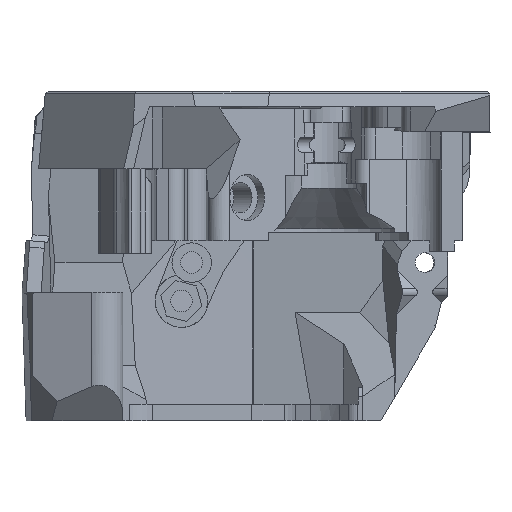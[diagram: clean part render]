
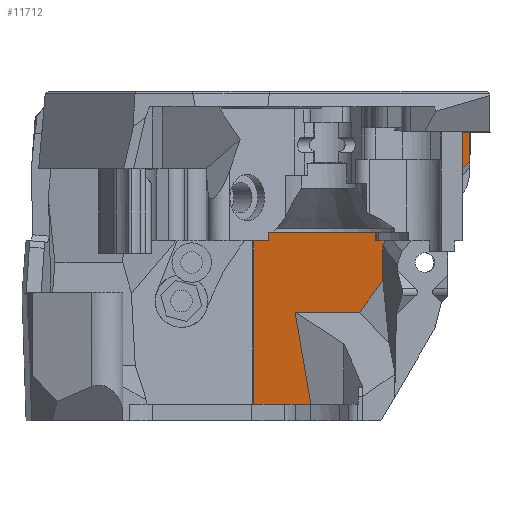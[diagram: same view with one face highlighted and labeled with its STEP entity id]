
A CAD part, left-side view. The second image highlights one B-rep face of the part: STEP entity #11712.
In plain terms, the highlighted face is planar.
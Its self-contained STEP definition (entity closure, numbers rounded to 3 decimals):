
#680=PLANE('',#12779);
#1285=FACE_OUTER_BOUND('',#1949,.T.);
#1949=EDGE_LOOP('',(#10661,#10662,#10663,#10664,#10665,#10666,#10667,#10668,
#10669,#10670,#10671,#10672));
#2921=LINE('',#20499,#4084);
#2930=LINE('',#20516,#4093);
#2931=LINE('',#20519,#4094);
#2935=LINE('',#20526,#4098);
#2977=LINE('',#20625,#4140);
#2980=LINE('',#20631,#4143);
#2984=LINE('',#20640,#4147);
#3072=LINE('',#21386,#4235);
#3074=LINE('',#21390,#4237);
#3075=LINE('',#21392,#4238);
#3076=LINE('',#21394,#4239);
#3077=LINE('',#21395,#4240);
#4084=VECTOR('',#15571,10.);
#4093=VECTOR('',#15584,10.);
#4094=VECTOR('',#15587,10.058);
#4098=VECTOR('',#15593,10.);
#4140=VECTOR('',#15679,10.);
#4143=VECTOR('',#15684,10.);
#4147=VECTOR('',#15690,10.314);
#4235=VECTOR('',#15882,10.);
#4237=VECTOR('',#15886,10.499);
#4238=VECTOR('',#15887,10.);
#4239=VECTOR('',#15888,10.481);
#4240=VECTOR('',#15889,10.);
#5625=VERTEX_POINT('',#20496);
#5626=VERTEX_POINT('',#20498);
#5632=VERTEX_POINT('',#20514);
#5633=VERTEX_POINT('',#20518);
#5635=VERTEX_POINT('',#20525);
#5670=VERTEX_POINT('',#20624);
#5672=VERTEX_POINT('',#20630);
#5674=VERTEX_POINT('',#20636);
#5676=VERTEX_POINT('',#20639);
#5756=VERTEX_POINT('',#21389);
#5757=VERTEX_POINT('',#21391);
#5758=VERTEX_POINT('',#21393);
#7238=EDGE_CURVE('',#5626,#5625,#2921,.T.);
#7247=EDGE_CURVE('',#5625,#5632,#2930,.T.);
#7248=EDGE_CURVE('',#5632,#5633,#2931,.T.);
#7252=EDGE_CURVE('',#5626,#5635,#2935,.T.);
#7301=EDGE_CURVE('',#5670,#5635,#2977,.T.);
#7304=EDGE_CURVE('',#5670,#5672,#2980,.T.);
#7308=EDGE_CURVE('',#5676,#5674,#2984,.T.);
#7424=EDGE_CURVE('',#5672,#5674,#3072,.T.);
#7426=EDGE_CURVE('',#5633,#5756,#3074,.T.);
#7427=EDGE_CURVE('',#5757,#5756,#3075,.T.);
#7428=EDGE_CURVE('',#5757,#5758,#3076,.T.);
#7429=EDGE_CURVE('',#5758,#5676,#3077,.T.);
#10661=ORIENTED_EDGE('',*,*,#7426,.T.);
#10662=ORIENTED_EDGE('',*,*,#7427,.F.);
#10663=ORIENTED_EDGE('',*,*,#7428,.T.);
#10664=ORIENTED_EDGE('',*,*,#7429,.T.);
#10665=ORIENTED_EDGE('',*,*,#7308,.T.);
#10666=ORIENTED_EDGE('',*,*,#7424,.F.);
#10667=ORIENTED_EDGE('',*,*,#7304,.F.);
#10668=ORIENTED_EDGE('',*,*,#7301,.T.);
#10669=ORIENTED_EDGE('',*,*,#7252,.F.);
#10670=ORIENTED_EDGE('',*,*,#7238,.T.);
#10671=ORIENTED_EDGE('',*,*,#7247,.T.);
#10672=ORIENTED_EDGE('',*,*,#7248,.T.);
#11712=ADVANCED_FACE('',(#1285),#680,.F.);
#12779=AXIS2_PLACEMENT_3D('',#21388,#15884,#15885);
#15571=DIRECTION('',(0.259,0.002,0.966));
#15584=DIRECTION('',(0.25,0.154,0.956));
#15587=DIRECTION('',(0.228,0.353,0.907));
#15593=DIRECTION('',(-0.041,0.999,0.004));
#15679=DIRECTION('',(-0.17,-0.654,-0.737));
#15684=DIRECTION('',(0.061,0.925,0.374));
#15690=DIRECTION('',(-0.122,-0.803,-0.583));
#15882=DIRECTION('',(-0.042,0.999,0.001));
#15884=DIRECTION('center_axis',(0.965,0.041,-0.259));
#15885=DIRECTION('ref_axis',(-0.259,0.,-0.966));
#15886=DIRECTION('',(-0.041,0.999,0.004));
#15887=DIRECTION('',(0.259,0.,0.966));
#15888=DIRECTION('',(0.086,-0.983,0.165));
#15889=DIRECTION('',(-0.259,0.,-0.966));
#20496=CARTESIAN_POINT('',(26.908,-1.929,64.041));
#20498=CARTESIAN_POINT('',(26.577,-1.932,62.807));
#20499=CARTESIAN_POINT('',(30.895,-1.901,78.916));
#20514=CARTESIAN_POINT('',(27.313,-1.678,65.592));
#20516=CARTESIAN_POINT('',(31.417,0.86,81.297));
#20518=CARTESIAN_POINT('',(34.796,9.886,95.319));
#20519=CARTESIAN_POINT('',(32.142,5.786,84.777));
#20525=CARTESIAN_POINT('',(26.393,2.542,62.823));
#20526=CARTESIAN_POINT('',(25.732,18.572,62.881));
#20624=CARTESIAN_POINT('',(29.249,13.542,75.206));
#20625=CARTESIAN_POINT('',(29.178,13.271,74.901));
#20630=CARTESIAN_POINT('',(29.37,15.372,75.946));
#20631=CARTESIAN_POINT('',(29.34,14.917,75.762));
#20636=CARTESIAN_POINT('',(29.148,20.648,75.95));
#20639=CARTESIAN_POINT('',(29.882,25.461,79.443));
#20640=CARTESIAN_POINT('',(29.386,22.208,77.082));
#21386=CARTESIAN_POINT('',(29.214,19.082,75.949));
#21388=CARTESIAN_POINT('Origin',(26.576,18.515,66.022));
#21389=CARTESIAN_POINT('',(33.575,39.48,95.426));
#21390=CARTESIAN_POINT('',(34.446,18.364,95.35));
#21391=CARTESIAN_POINT('',(31.266,39.48,86.814));
#21392=CARTESIAN_POINT('',(29.135,39.48,78.866));
#21393=CARTESIAN_POINT('',(32.489,25.46,89.169));
#21394=CARTESIAN_POINT('',(31.931,31.857,88.094));
#21395=CARTESIAN_POINT('',(30.15,25.461,80.446));
